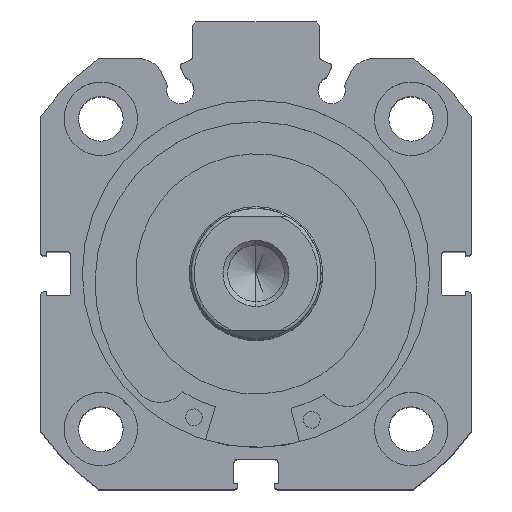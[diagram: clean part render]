
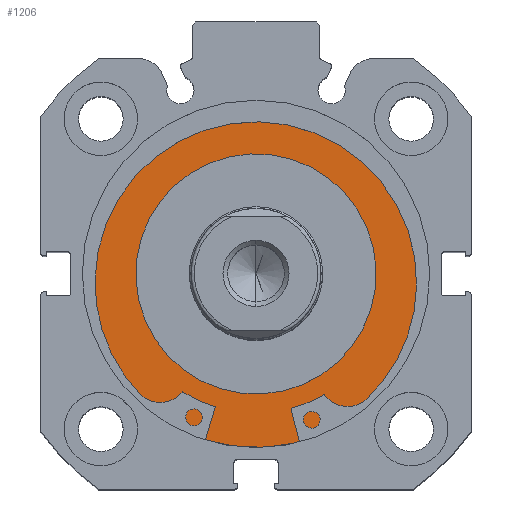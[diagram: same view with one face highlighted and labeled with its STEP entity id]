
A CAD part, top view. The second image highlights one B-rep face of the part: STEP entity #1206.
In plain terms, the highlighted face is planar.
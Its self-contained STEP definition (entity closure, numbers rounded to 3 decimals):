
#46 = EDGE_LOOP ( 'NONE', ( #2045, #2044 ) ) ;
#68 = EDGE_LOOP ( 'NONE', ( #2047, #2046 ) ) ;
#278 = FACE_BOUND ( 'NONE', #68, .T. ) ;
#287 = FACE_OUTER_BOUND ( 'NONE', #46, .T. ) ;
#1206 = ADVANCED_FACE ( 'NONE', ( #278, #287 ), #6466, .F. ) ;
#2044 = ORIENTED_EDGE ( 'NONE', *, *, #2996, .T. ) ;
#2045 = ORIENTED_EDGE ( 'NONE', *, *, #3138, .T. ) ;
#2046 = ORIENTED_EDGE ( 'NONE', *, *, #3060, .F. ) ;
#2047 = ORIENTED_EDGE ( 'NONE', *, *, #3008, .F. ) ;
#2996 = EDGE_CURVE ( 'NONE', #6062, #6076, #5107, .T. ) ;
#3008 = EDGE_CURVE ( 'NONE', #6082, #6129, #5122, .T. ) ;
#3060 = EDGE_CURVE ( 'NONE', #6129, #6082, #5200, .T. ) ;
#3138 = EDGE_CURVE ( 'NONE', #6076, #6062, #5311, .T. ) ;
#3278 = AXIS2_PLACEMENT_3D ( 'NONE', #6465, #6467, #6468 ) ;
#4298 = CARTESIAN_POINT ( 'NONE',  ( 3.5, 0., 0. ) ) ;
#4299 = DIRECTION ( 'NONE',  ( -1., 0., 0. ) ) ;
#4300 = DIRECTION ( 'NONE',  ( 0., 0., 1. ) ) ;
#4323 = CARTESIAN_POINT ( 'NONE',  ( 3.5, 0., 0. ) ) ;
#4331 = DIRECTION ( 'NONE',  ( -1., 0., 0. ) ) ;
#4332 = DIRECTION ( 'NONE',  ( 0., 0., 1. ) ) ;
#4454 = CARTESIAN_POINT ( 'NONE',  ( 3.5, 0., 0. ) ) ;
#4463 = DIRECTION ( 'NONE',  ( -1., 0., 0. ) ) ;
#4464 = DIRECTION ( 'NONE',  ( 0., 0., 1. ) ) ;
#4685 = CARTESIAN_POINT ( 'NONE',  ( 3.5, 0., 0. ) ) ;
#4687 = DIRECTION ( 'NONE',  ( -1., 0., 0. ) ) ;
#4688 = DIRECTION ( 'NONE',  ( 0., 0., 1. ) ) ;
#4874 = AXIS2_PLACEMENT_3D ( 'NONE', #4298, #4299, #4300 ) ;
#4881 = AXIS2_PLACEMENT_3D ( 'NONE', #4323, #4331, #4332 ) ;
#4892 = AXIS2_PLACEMENT_3D ( 'NONE', #4454, #4463, #4464 ) ;
#4949 = AXIS2_PLACEMENT_3D ( 'NONE', #4685, #4687, #4688 ) ;
#5107 = CIRCLE ( 'NONE', #4874, 26. ) ;
#5122 = CIRCLE ( 'NONE', #4881, 18. ) ;
#5200 = CIRCLE ( 'NONE', #4892, 18. ) ;
#5311 = CIRCLE ( 'NONE', #4949, 26. ) ;
#5770 = CARTESIAN_POINT ( 'NONE',  ( 3.5, 0., -26. ) ) ;
#5784 = CARTESIAN_POINT ( 'NONE',  ( 3.5, 0., 26. ) ) ;
#5790 = CARTESIAN_POINT ( 'NONE',  ( 3.5, 0., 18. ) ) ;
#5837 = CARTESIAN_POINT ( 'NONE',  ( 3.5, 0., -18. ) ) ;
#6062 = VERTEX_POINT ( 'NONE', #5770 ) ;
#6076 = VERTEX_POINT ( 'NONE', #5784 ) ;
#6082 = VERTEX_POINT ( 'NONE', #5790 ) ;
#6129 = VERTEX_POINT ( 'NONE', #5837 ) ;
#6465 = CARTESIAN_POINT ( 'NONE',  ( 3.5, 26., 0. ) ) ;
#6466 = PLANE ( 'NONE',  #3278 ) ;
#6467 = DIRECTION ( 'NONE',  ( 1., 0., 0. ) ) ;
#6468 = DIRECTION ( 'NONE',  ( 0., 0., -1. ) ) ;
